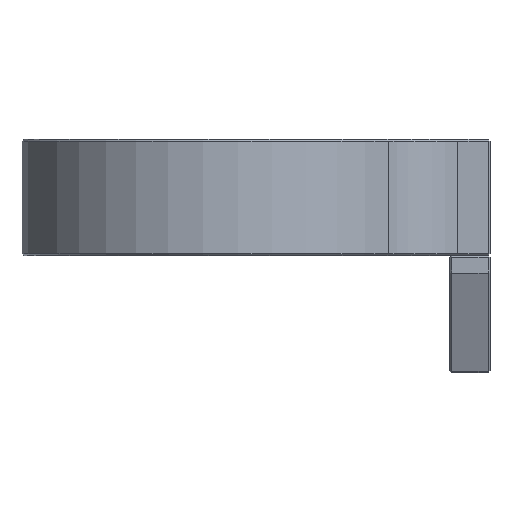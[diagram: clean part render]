
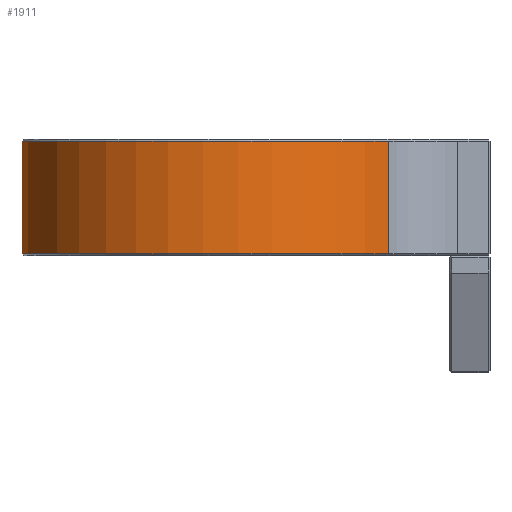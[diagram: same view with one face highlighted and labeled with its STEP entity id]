
A CAD part, left-side view. The second image highlights one B-rep face of the part: STEP entity #1911.
In plain terms, the highlighted cylindrical face has radius 28 mm (diameter 56 mm), a partial arc.
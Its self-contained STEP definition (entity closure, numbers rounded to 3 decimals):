
#28 = DIRECTION ( 'NONE',  ( 1., 0., 0. ) ) ;
#242 = CARTESIAN_POINT ( 'NONE',  ( 5.607, -16.811, 48.1 ) ) ;
#439 = CARTESIAN_POINT ( 'NONE',  ( -28.693, -16.811, 48.1 ) ) ;
#461 = CARTESIAN_POINT ( 'NONE',  ( -28.693, -16.811, 63.75 ) ) ;
#649 = DIRECTION ( 'NONE',  ( 0., 0., 1. ) ) ;
#797 = ORIENTED_EDGE ( 'NONE', *, *, #2641, .T. ) ;
#807 = CIRCLE ( 'NONE', #1727, 28. ) ;
#1130 = VECTOR ( 'NONE', #2562, 1000. ) ;
#1182 = VERTEX_POINT ( 'NONE', #461 ) ;
#1214 = EDGE_CURVE ( 'NONE', #1182, #3294, #807, .T. ) ;
#1311 = EDGE_CURVE ( 'NONE', #3294, #3242, #2651, .T. ) ;
#1503 = DIRECTION ( 'NONE',  ( 0., 0., -1. ) ) ;
#1564 = DIRECTION ( 'NONE',  ( 1., 0., 0. ) ) ;
#1621 = CARTESIAN_POINT ( 'NONE',  ( -11.543, 5.323, 48.1 ) ) ;
#1640 = ORIENTED_EDGE ( 'NONE', *, *, #1214, .T. ) ;
#1727 = AXIS2_PLACEMENT_3D ( 'NONE', #2204, #3441, #2867 ) ;
#1812 = CARTESIAN_POINT ( 'NONE',  ( -28.693, -16.811, 48.35 ) ) ;
#1814 = VERTEX_POINT ( 'NONE', #1812 ) ;
#1911 = ADVANCED_FACE ( 'NONE', ( #3611 ), #2711, .T. ) ;
#1916 = AXIS2_PLACEMENT_3D ( 'NONE', #1621, #3018, #1564 ) ;
#1980 = LINE ( 'NONE', #439, #1130 ) ;
#2204 = CARTESIAN_POINT ( 'NONE',  ( -11.543, 5.323, 63.75 ) ) ;
#2275 = VECTOR ( 'NONE', #1503, 1000. ) ;
#2288 = ORIENTED_EDGE ( 'NONE', *, *, #3622, .T. ) ;
#2392 = CARTESIAN_POINT ( 'NONE',  ( -11.543, 5.323, 48.35 ) ) ;
#2541 = CIRCLE ( 'NONE', #2843, 28. ) ;
#2562 = DIRECTION ( 'NONE',  ( 0., 0., 1. ) ) ;
#2641 = EDGE_CURVE ( 'NONE', #3242, #1814, #2541, .T. ) ;
#2651 = LINE ( 'NONE', #242, #2275 ) ;
#2689 = ORIENTED_EDGE ( 'NONE', *, *, #1311, .T. ) ;
#2711 = CYLINDRICAL_SURFACE ( 'NONE', #1916, 28. ) ;
#2800 = CARTESIAN_POINT ( 'NONE',  ( 5.607, -16.811, 48.35 ) ) ;
#2843 = AXIS2_PLACEMENT_3D ( 'NONE', #2392, #649, #28 ) ;
#2867 = DIRECTION ( 'NONE',  ( 1., 0., 0. ) ) ;
#3018 = DIRECTION ( 'NONE',  ( 0., 0., 1. ) ) ;
#3242 = VERTEX_POINT ( 'NONE', #2800 ) ;
#3294 = VERTEX_POINT ( 'NONE', #3556 ) ;
#3441 = DIRECTION ( 'NONE',  ( 0., 0., -1. ) ) ;
#3500 = EDGE_LOOP ( 'NONE', ( #1640, #2689, #797, #2288 ) ) ;
#3556 = CARTESIAN_POINT ( 'NONE',  ( 5.607, -16.811, 63.75 ) ) ;
#3611 = FACE_OUTER_BOUND ( 'NONE', #3500, .T. ) ;
#3622 = EDGE_CURVE ( 'NONE', #1814, #1182, #1980, .T. ) ;
